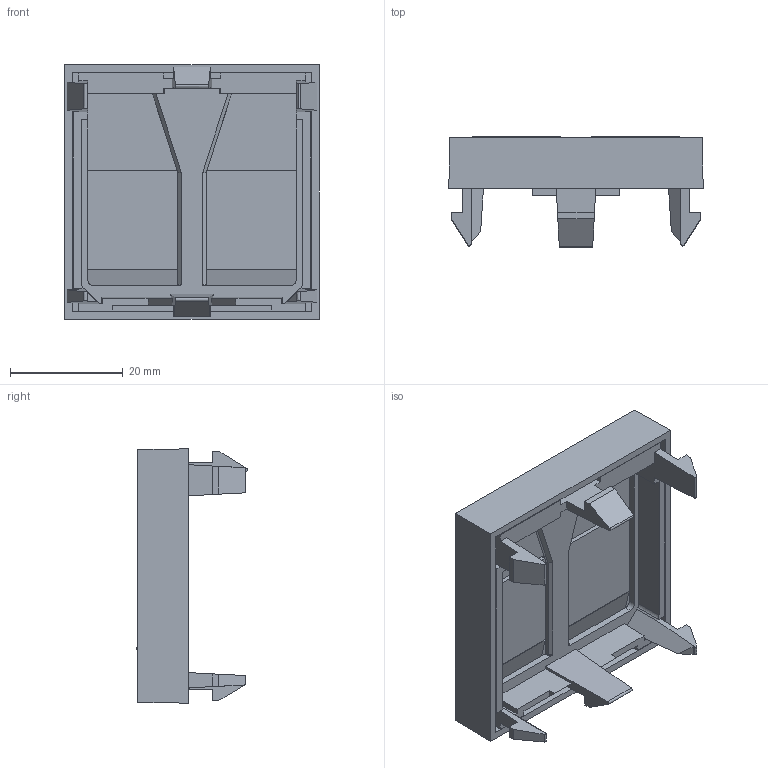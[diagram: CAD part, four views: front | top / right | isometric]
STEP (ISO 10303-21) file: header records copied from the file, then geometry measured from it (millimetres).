
FILE_DESCRIPTION(/* description */ (''),/* implementation_level */ '2;1');
FILE_NAME(/* name */ '6119214',/* time_stamp */ '2016-04-27T11:19:28+02:00',/* author */ (''),/* organization */ (''),/* preprocessor_version */ 'ST-DEVELOPER v15',/* originating_system */ '',/* authorisation */ '');
FILE_SCHEMA (('CONFIG_CONTROL_DESIGN'));
Length unit declared in the file: millimetre
Products named in the file (2): Document; 6119214
Assembly tree (1 placements, depth 2):
  Document
    6119214
Bounding box: 45 x 19.61 x 45 mm (x, y, z)
Volume: 7255.9 mm3; surface area: 12446.9 mm2
Topology: 4 solids, 4 shells, 205 faces, 578 edges, 379 vertices
Faces by surface type: plane 159, bspline 46
Entity records: 6533 total; most frequent: CARTESIAN_POINT 2658, ORIENTED_EDGE 1156, EDGE_CURVE 578, B_SPLINE_CURVE_WITH_KNOTS 457, VERTEX_POINT 379, EDGE_LOOP 211, ADVANCED_FACE 205, FACE_OUTER_BOUND 205
